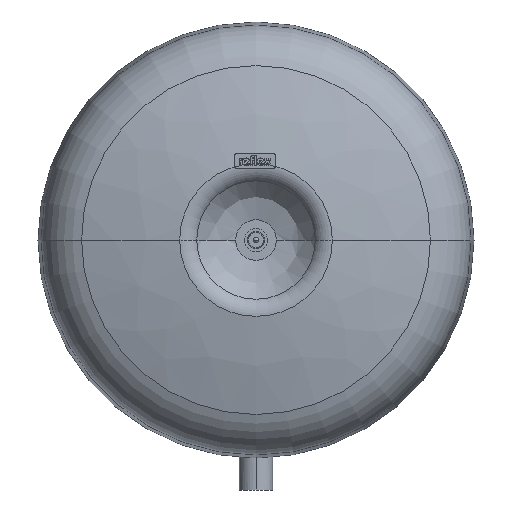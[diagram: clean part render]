
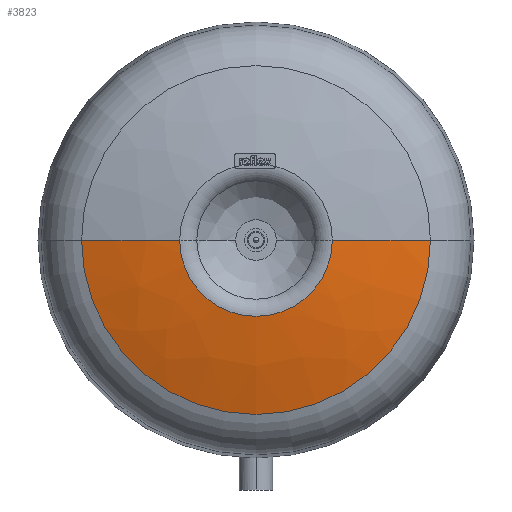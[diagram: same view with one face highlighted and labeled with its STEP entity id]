
A CAD part, front view. The second image highlights one B-rep face of the part: STEP entity #3823.
In plain terms, the highlighted free-form (B-spline) face has degree [2, 2] with [3, 9] control points.
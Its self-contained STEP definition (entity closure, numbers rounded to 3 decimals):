
#3725=CARTESIAN_POINT('',(49.,-105.0,160.5));
#3726=VERTEX_POINT('',#3725);
#3741=CARTESIAN_POINT('',(-49.,-105.,160.5));
#3742=VERTEX_POINT('',#3741);
#3750=CARTESIAN_POINT('',(0.,-105.,160.5));
#3751=DIRECTION('',(0.0,-1.0,0.0));
#3752=DIRECTION('',(0.0,0.0,1.0));
#3753=AXIS2_PLACEMENT_3D('',#3750,#3751,#3752);
#3754=CIRCLE('',#3753,49.);
#3755=EDGE_CURVE('',#3742,#3726,#3754,.T.);
#3760=CARTESIAN_POINT('',(-112.,-91.,160.5));
#3761=CARTESIAN_POINT('',(-81.113,-100.758,160.5));
#3762=CARTESIAN_POINT('',(-49.,-105.0,160.5));
#3763=CARTESIAN_POINT('',(-112.,-91.,272.5));
#3764=CARTESIAN_POINT('',(-81.113,-100.758,241.613));
#3765=CARTESIAN_POINT('',(-49.,-105.0,209.5));
#3766=CARTESIAN_POINT('',(0.,-91.,272.5));
#3767=CARTESIAN_POINT('',(0.,-100.758,241.613));
#3768=CARTESIAN_POINT('',(0.,-105.0,209.5));
#3769=CARTESIAN_POINT('',(112.,-91.,272.5));
#3770=CARTESIAN_POINT('',(81.113,-100.758,241.613));
#3771=CARTESIAN_POINT('',(49.,-105.0,209.5));
#3772=CARTESIAN_POINT('',(112.,-91.,160.5));
#3773=CARTESIAN_POINT('',(81.113,-100.758,160.5));
#3774=CARTESIAN_POINT('',(49.,-105.0,160.5));
#3775=CARTESIAN_POINT('',(112.,-91.,48.5));
#3776=CARTESIAN_POINT('',(81.113,-100.758,79.387));
#3777=CARTESIAN_POINT('',(49.,-105.0,111.5));
#3778=CARTESIAN_POINT('',(0.,-91.,48.5));
#3779=CARTESIAN_POINT('',(0.,-100.758,79.387));
#3780=CARTESIAN_POINT('',(0.,-105.0,111.5));
#3781=CARTESIAN_POINT('',(-112.,-91.,48.5));
#3782=CARTESIAN_POINT('',(-81.113,-100.758,79.387));
#3783=CARTESIAN_POINT('',(-49.,-105.0,111.5));
#3784=CARTESIAN_POINT('',(-112.,-91.,160.5));
#3785=CARTESIAN_POINT('',(-81.113,-100.758,160.5));
#3786=CARTESIAN_POINT('',(-49.,-105.0,160.5));
#3794=(BOUNDED_SURFACE()B_SPLINE_SURFACE(2,2,((#3760,#3763,#3766,#3769,#3772,#3775,#3778,#3781,#3784),(#3761,#3764,#3767,#3770,#3773,#3776,#3779,#3782,#3785),(#3762,#3765,#3768,#3771,#3774,#3777,#3780,#3783,#3786)),.UNSPECIFIED.,.F.,.T.,.U.)B_SPLINE_SURFACE_WITH_KNOTS((3,3),(3,2,2,2,3),(1.265,1.439),(0.0,1.571,3.142,4.712,6.283),.UNSPECIFIED.)GEOMETRIC_REPRESENTATION_ITEM()RATIONAL_B_SPLINE_SURFACE(((1.0,0.707,1.0,0.707,1.0,0.707,1.0,0.707,1.0),(0.996,0.704,0.996,0.704,0.996,0.704,0.996,0.704,0.996),(1.0,0.707,1.0,0.707,1.0,0.707,1.0,0.707,1.0)))REPRESENTATION_ITEM('')SURFACE());
#3795=CARTESIAN_POINT('',(112.,-91.,160.5));
#3796=VERTEX_POINT('',#3795);
#3797=CARTESIAN_POINT('',(0.542,261.813,160.5));
#3798=DIRECTION('',(0.0,0.0,1.0));
#3799=DIRECTION('',(1.0,0.0,0.0));
#3800=AXIS2_PLACEMENT_3D('',#3797,#3798,#3799);
#3801=CIRCLE('',#3800,370.0);
#3802=EDGE_CURVE('',#3726,#3796,#3801,.T.);
#3803=ORIENTED_EDGE('',*,*,#3802,.F.);
#3804=ORIENTED_EDGE('',*,*,#3755,.F.);
#3805=CARTESIAN_POINT('',(-112.,-91.,160.5));
#3806=VERTEX_POINT('',#3805);
#3807=CARTESIAN_POINT('',(-0.542,261.813,160.5));
#3808=DIRECTION('',(0.0,0.0,-1.0));
#3809=DIRECTION('',(-1.0,0.0,0.0));
#3810=AXIS2_PLACEMENT_3D('',#3807,#3808,#3809);
#3811=CIRCLE('',#3810,370.0);
#3812=EDGE_CURVE('',#3742,#3806,#3811,.T.);
#3813=ORIENTED_EDGE('',*,*,#3812,.T.);
#3814=CARTESIAN_POINT('',(0.,-91.,160.5));
#3815=DIRECTION('',(0.0,-1.0,0.0));
#3816=DIRECTION('',(0.0,0.0,1.0));
#3817=AXIS2_PLACEMENT_3D('',#3814,#3815,#3816);
#3818=CIRCLE('',#3817,112.);
#3819=EDGE_CURVE('',#3806,#3796,#3818,.T.);
#3820=ORIENTED_EDGE('',*,*,#3819,.T.);
#3821=EDGE_LOOP('',(#3803,#3804,#3813,#3820));
#3822=FACE_OUTER_BOUND('',#3821,.T.);
#3823=ADVANCED_FACE('',(#3822),#3794,.T.);
